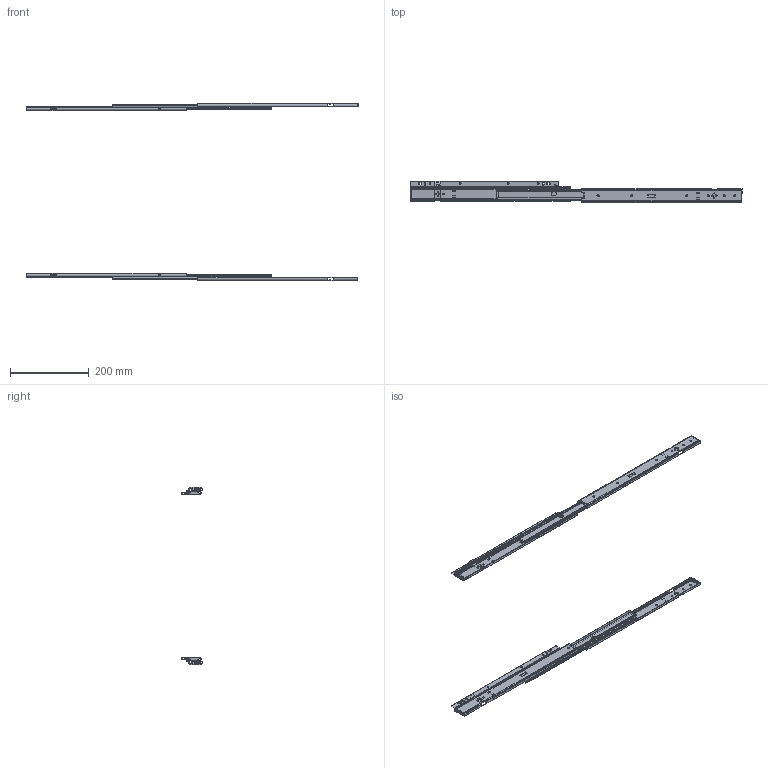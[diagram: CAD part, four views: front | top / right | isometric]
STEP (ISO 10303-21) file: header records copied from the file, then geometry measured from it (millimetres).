
FILE_DESCRIPTION (( 'STEP AP203' ), '1' );
FILE_NAME ('3533-16L　R.STEP', '2021-04-21T02:38:09', ( '' ), ( '' ), 'SwSTEP 2.0', 'SolidWorks 2019', '' );
FILE_SCHEMA (( 'CONFIG_CONTROL_DESIGN' ));
Length unit declared in the file: millimetre
Products named in the file (14): 3533-16R IM僉儍價懁; PN41-2; 3533-16R OM僉儍價懁; 3533-16L IM僪儘懁; PN101; 3533-16L OM僉儍價懁; 3533-16R IM僪儘懁; PN26; 3533-16L OM僪儘懁; PN4; 3533-16L IM僉儍價懁; 3533-16R OM僪儘懁; 3533-16L　R; 3533-16R
Assembly tree (21 placements, depth 3):
  3533-16L　R
    3533-16L OM僉儍價懁
    PN26  x2
    3533-16L IM僉儍價懁
    3533-16L IM僪儘懁
    3533-16L OM僪儘懁
    PN4
    PN101  x2
    PN41-2
    3533-16R
      3533-16R OM僉儍價懁
      PN26  x2
      3533-16R IM僉儍價懁
      3533-16R IM僪儘懁
      3533-16R OM僪儘懁
      PN4
      PN41-2
      PN101  x2
Bounding box: 841.95 x 54.85 x 450 mm (x, y, z)
Volume: 222873.6 mm3; surface area: 311225.9 mm2
Topology: 20 solids, 20 shells, 1136 faces, 3120 edges, 2036 vertices
Faces by surface type: plane 630, cylinder 462, torus 32, bspline 12
Entity records: 33939 total; most frequent: CARTESIAN_POINT 6739, ORIENTED_EDGE 5410, DIRECTION 5283, EDGE_CURVE 2705, AXIS2_PLACEMENT_3D 1801, VERTEX_POINT 1769, VECTOR 1681, LINE 1681
